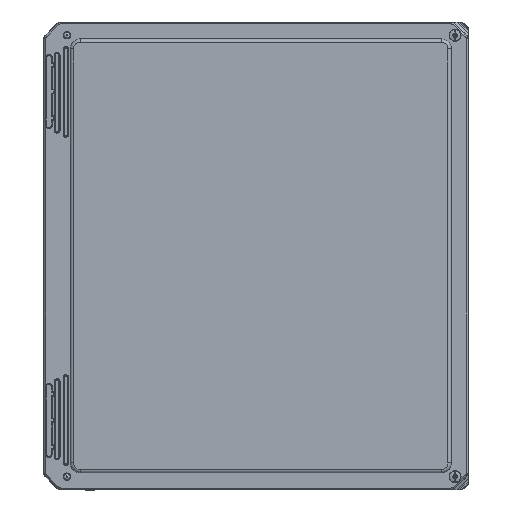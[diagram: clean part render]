
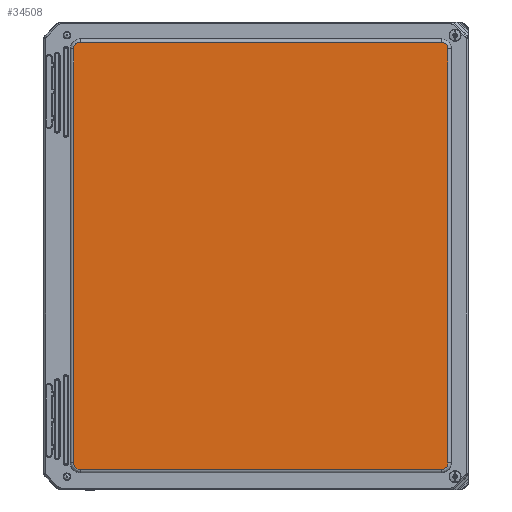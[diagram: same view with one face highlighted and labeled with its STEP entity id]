
A CAD part, top view. The second image highlights one B-rep face of the part: STEP entity #34508.
In plain terms, the highlighted face is planar.
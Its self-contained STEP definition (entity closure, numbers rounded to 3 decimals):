
#1340=ELLIPSE($,#38242,0.25,0.25);
#1343=ELLIPSE($,#38246,0.25,0.25);
#1344=ELLIPSE($,#38252,0.25,0.25);
#1347=ELLIPSE($,#38256,0.25,0.25);
#4763=LINE($,#78212,#7241);
#4765=LINE($,#78365,#7243);
#4768=LINE($,#78372,#7246);
#4770=LINE($,#78511,#7248);
#7241=VECTOR($,#47787,13.568);
#7243=VECTOR($,#47807,15.555);
#7246=VECTOR($,#47814,15.555);
#7248=VECTOR($,#47830,13.568);
#8192=PLANE($,#38262);
#10265=FACE_OUTER_BOUND($,#12509,.T.);
#12509=EDGE_LOOP($,(#31146,#31147,#31148,#31149,#31150,#31151,#31152,#31153));
#16872=VERTEX_POINT($,#78209);
#16873=VERTEX_POINT($,#78211);
#16876=VERTEX_POINT($,#78289);
#16877=VERTEX_POINT($,#78356);
#16880=VERTEX_POINT($,#78363);
#16881=VERTEX_POINT($,#78368);
#16884=VERTEX_POINT($,#78437);
#16885=VERTEX_POINT($,#78504);
#21680=EDGE_CURVE($,#16872,#16873,#4763,.T.);
#21684=EDGE_CURVE($,#16876,#16872,#1340,.T.);
#21688=EDGE_CURVE($,#16873,#16877,#1343,.T.);
#21690=EDGE_CURVE($,#16880,#16876,#4765,.T.);
#21694=EDGE_CURVE($,#16877,#16881,#4768,.T.);
#21696=EDGE_CURVE($,#16884,#16880,#1344,.T.);
#21700=EDGE_CURVE($,#16881,#16885,#1347,.T.);
#21702=EDGE_CURVE($,#16885,#16884,#4770,.T.);
#31146=ORIENTED_EDGE($,*,*,#21680,.F.);
#31147=ORIENTED_EDGE($,*,*,#21684,.F.);
#31148=ORIENTED_EDGE($,*,*,#21690,.F.);
#31149=ORIENTED_EDGE($,*,*,#21696,.F.);
#31150=ORIENTED_EDGE($,*,*,#21702,.F.);
#31151=ORIENTED_EDGE($,*,*,#21700,.F.);
#31152=ORIENTED_EDGE($,*,*,#21694,.F.);
#31153=ORIENTED_EDGE($,*,*,#21688,.F.);
#34508=ADVANCED_FACE($,(#10265),#8192,.F.);
#38242=AXIS2_PLACEMENT_3D($,#78291,#47793,#47794);
#38246=AXIS2_PLACEMENT_3D($,#78360,#47801,#47802);
#38252=AXIS2_PLACEMENT_3D($,#78439,#47817,#47818);
#38256=AXIS2_PLACEMENT_3D($,#78508,#47825,#47826);
#38262=AXIS2_PLACEMENT_3D($,#78521,#47844,#47845);
#47787=DIRECTION($,(1.,0.,0.));
#47793=DIRECTION('center_axis',(0.,0.,1.));
#47794=DIRECTION('ref_axis',(-0.707,-0.707,0.));
#47801=DIRECTION('center_axis',(0.,0.,1.));
#47802=DIRECTION('ref_axis',(0.707,-0.707,0.));
#47807=DIRECTION($,(0.,-1.,0.));
#47814=DIRECTION($,(0.,1.,0.));
#47817=DIRECTION('center_axis',(0.,0.,1.));
#47818=DIRECTION('ref_axis',(-0.707,0.707,0.));
#47825=DIRECTION('center_axis',(0.,0.,1.));
#47826=DIRECTION('ref_axis',(0.707,0.707,0.));
#47830=DIRECTION($,(-1.,0.,0.));
#47844=DIRECTION('center_axis',(0.,0.,1.));
#47845=DIRECTION('ref_axis',(1.,0.,0.));
#78209=CARTESIAN_POINT('',(-6.603,-8.027,0.));
#78211=CARTESIAN_POINT('',(6.965,-8.027,0.));
#78212=CARTESIAN_POINT($,(-6.603,-8.027,0.));
#78289=CARTESIAN_POINT('',(-6.853,-7.777,0.));
#78291=CARTESIAN_POINT('Origin',(-6.603,-7.777,0.));
#78356=CARTESIAN_POINT('',(7.215,-7.777,0.));
#78360=CARTESIAN_POINT('Origin',(6.965,-7.777,0.));
#78363=CARTESIAN_POINT('',(-6.853,7.777,0.));
#78365=CARTESIAN_POINT($,(-6.853,7.777,0.));
#78368=CARTESIAN_POINT('',(7.215,7.777,0.));
#78372=CARTESIAN_POINT($,(7.215,-7.777,0.));
#78437=CARTESIAN_POINT('',(-6.603,8.027,0.));
#78439=CARTESIAN_POINT('Origin',(-6.603,7.777,0.));
#78504=CARTESIAN_POINT('',(6.965,8.027,0.));
#78508=CARTESIAN_POINT('Origin',(6.965,7.777,0.));
#78511=CARTESIAN_POINT($,(6.965,8.027,0.));
#78521=CARTESIAN_POINT('Origin',(0.181,0.,0.));
